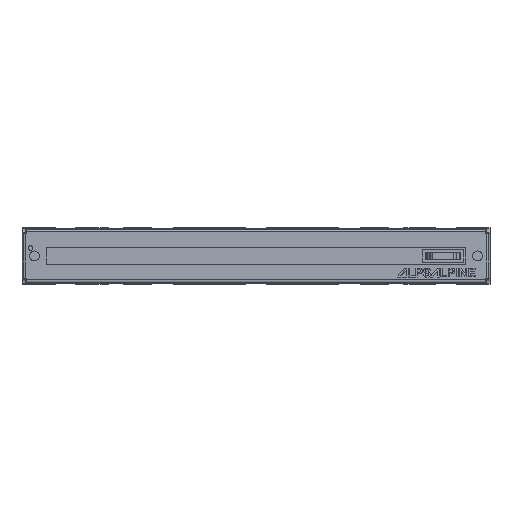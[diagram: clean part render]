
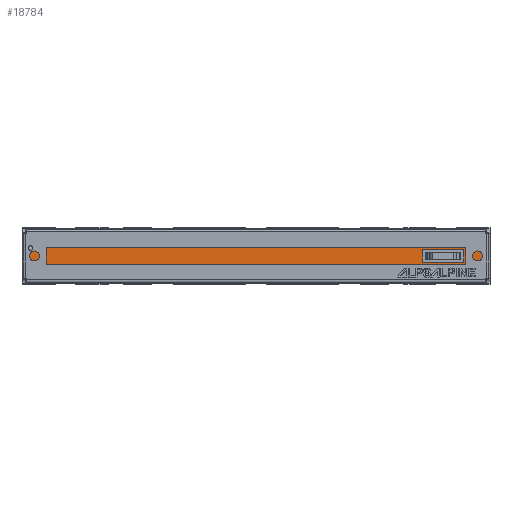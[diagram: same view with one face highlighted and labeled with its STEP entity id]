
A CAD part, top view. The second image highlights one B-rep face of the part: STEP entity #18784.
In plain terms, the highlighted planar face has unit normal (0, 0, 1).
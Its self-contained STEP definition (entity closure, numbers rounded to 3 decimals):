
#977 = DIRECTION ( 'NONE',  ( 1., 0., 0. ) ) ;
#1064 = CARTESIAN_POINT ( 'NONE',  ( -36.95, 3.85, 7. ) ) ;
#2205 = DIRECTION ( 'NONE',  ( 0., 0., 1. ) ) ;
#2785 = VECTOR ( 'NONE', #25717, 1000. ) ;
#2940 = LINE ( 'NONE', #19842, #2785 ) ;
#3134 = CARTESIAN_POINT ( 'NONE',  ( 36.95, 0., 7. ) ) ;
#3170 = CARTESIAN_POINT ( 'NONE',  ( -36.95, 0., 7. ) ) ;
#4257 = DIRECTION ( 'NONE',  ( 1., 0., 0. ) ) ;
#5458 = EDGE_CURVE ( 'NONE', #21171, #23327, #9264, .T. ) ;
#5968 = CARTESIAN_POINT ( 'NONE',  ( 36.95, -3.85, 7. ) ) ;
#6712 = DIRECTION ( 'NONE',  ( 0., 1., 0. ) ) ;
#7753 = EDGE_CURVE ( 'NONE', #10135, #23327, #23764, .T. ) ;
#9045 = LINE ( 'NONE', #3170, #21923 ) ;
#9264 = LINE ( 'NONE', #3134, #18637 ) ;
#10135 = VERTEX_POINT ( 'NONE', #1064 ) ;
#10243 = VERTEX_POINT ( 'NONE', #26184 ) ;
#10815 = PLANE ( 'NONE',  #25101 ) ;
#12001 = DIRECTION ( 'NONE',  ( 0., 1., 0. ) ) ;
#13738 = EDGE_CURVE ( 'NONE', #10243, #10135, #9045, .T. ) ;
#14555 = EDGE_CURVE ( 'NONE', #21171, #10243, #2940, .T. ) ;
#14688 = ORIENTED_EDGE ( 'NONE', *, *, #5458, .T. ) ;
#14899 = FACE_OUTER_BOUND ( 'NONE', #15424, .T. ) ;
#15424 = EDGE_LOOP ( 'NONE', ( #20159, #16778, #26570, #14688 ) ) ;
#16778 = ORIENTED_EDGE ( 'NONE', *, *, #13738, .F. ) ;
#18637 = VECTOR ( 'NONE', #12001, 1000. ) ;
#18784 = ADVANCED_FACE ( 'NONE', ( #14899 ), #10815, .T. ) ;
#19842 = CARTESIAN_POINT ( 'NONE',  ( 18.475, -3.85, 7. ) ) ;
#20159 = ORIENTED_EDGE ( 'NONE', *, *, #7753, .F. ) ;
#21020 = CARTESIAN_POINT ( 'NONE',  ( 36.95, 0., 7. ) ) ;
#21171 = VERTEX_POINT ( 'NONE', #5968 ) ;
#21923 = VECTOR ( 'NONE', #6712, 1000. ) ;
#22172 = CARTESIAN_POINT ( 'NONE',  ( 36.95, 3.85, 7. ) ) ;
#23327 = VERTEX_POINT ( 'NONE', #22172 ) ;
#23764 = LINE ( 'NONE', #25815, #26834 ) ;
#25101 = AXIS2_PLACEMENT_3D ( 'NONE', #21020, #2205, #4257 ) ;
#25717 = DIRECTION ( 'NONE',  ( -1., 0., 0. ) ) ;
#25815 = CARTESIAN_POINT ( 'NONE',  ( 18.475, 3.85, 7. ) ) ;
#26184 = CARTESIAN_POINT ( 'NONE',  ( -36.95, -3.85, 7. ) ) ;
#26570 = ORIENTED_EDGE ( 'NONE', *, *, #14555, .F. ) ;
#26834 = VECTOR ( 'NONE', #977, 1000. ) ;
